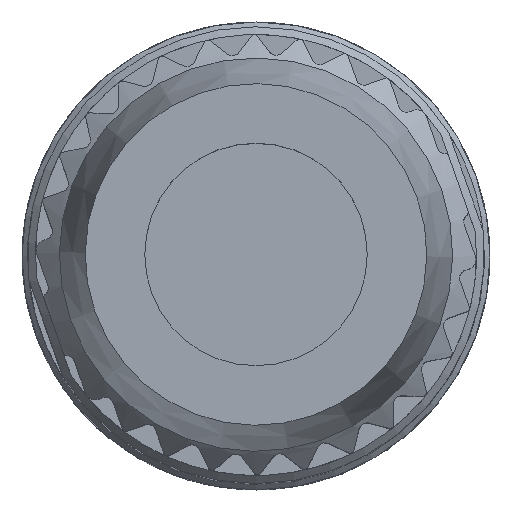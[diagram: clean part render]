
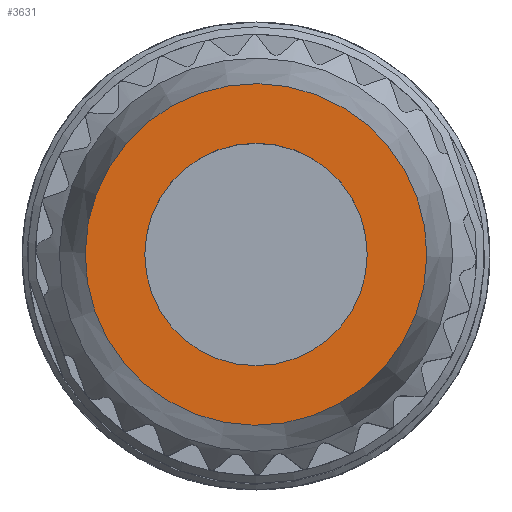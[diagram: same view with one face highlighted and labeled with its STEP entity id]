
A CAD part, top view. The second image highlights one B-rep face of the part: STEP entity #3631.
In plain terms, the highlighted planar face has unit normal (0, 0, 1).
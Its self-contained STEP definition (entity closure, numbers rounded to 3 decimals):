
#3496=FACE_BOUND('',#4887,.T.);
#3497=FACE_BOUND('',#4888,.T.);
#3631=ADVANCED_FACE('',(#3496,#3497),#4125,.T.);
#4125=PLANE('',#12567);
#4887=EDGE_LOOP('',(#6874));
#4888=EDGE_LOOP('',(#6875));
#6874=ORIENTED_EDGE('',*,*,#10277,.F.);
#6875=ORIENTED_EDGE('',*,*,#10278,.F.);
#9364=VERTEX_POINT('',#16301);
#9365=VERTEX_POINT('',#16303);
#10277=EDGE_CURVE('',#9364,#9364,#11524,.T.);
#10278=EDGE_CURVE('',#9365,#9365,#11525,.T.);
#11524=CIRCLE('',#12565,2.8);
#11525=CIRCLE('',#12566,4.3);
#12565=AXIS2_PLACEMENT_3D('',#16300,#13832,#13833);
#12566=AXIS2_PLACEMENT_3D('',#16302,#13834,#13835);
#12567=AXIS2_PLACEMENT_3D('',#16304,#13836,#13837);
#13832=DIRECTION('',(0.,0.,1.));
#13833=DIRECTION('',(1.,0.,0.));
#13834=DIRECTION('',(0.,0.,-1.));
#13835=DIRECTION('',(0.944,0.331,0.));
#13836=DIRECTION('',(0.,0.,1.));
#13837=DIRECTION('',(0.331,-0.944,0.));
#16300=CARTESIAN_POINT('',(101.422,-57.925,10.7));
#16301=CARTESIAN_POINT('',(104.222,-57.925,10.7));
#16302=CARTESIAN_POINT('',(101.422,-57.925,10.7));
#16303=CARTESIAN_POINT('',(105.479,-56.5,10.7));
#16304=CARTESIAN_POINT('',(95.392,-55.029,10.7));
